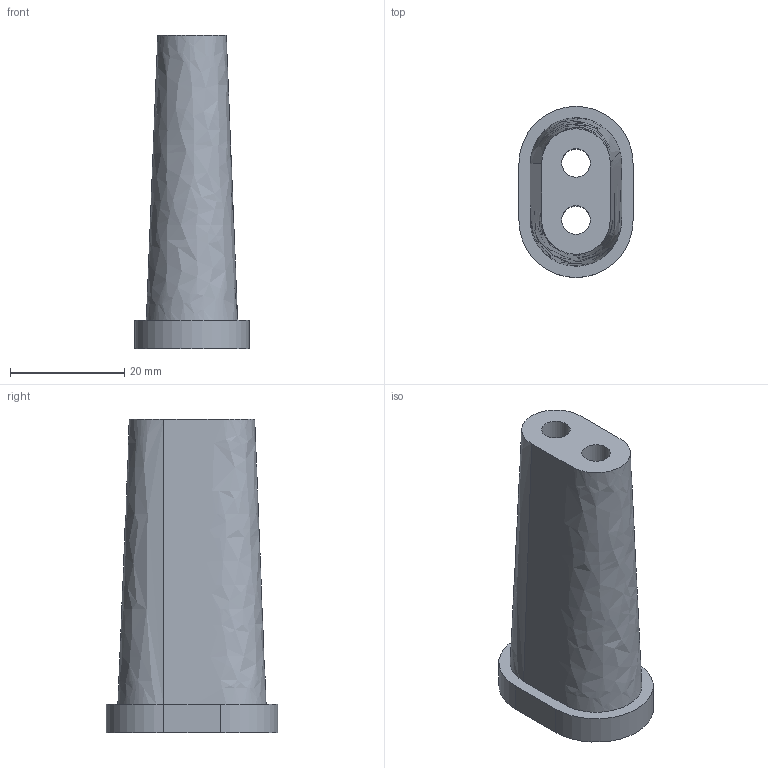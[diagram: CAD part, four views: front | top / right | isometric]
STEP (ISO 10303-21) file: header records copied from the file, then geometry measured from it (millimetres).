
FILE_DESCRIPTION(/* description */ (''),/* implementation_level */ '2;1');
FILE_NAME(/* name */ 'Behindshelf_ipt_e9995407.STEP',/* time_stamp */ '2020-09-04T09:10:54+08:00',/* author */ ('Lvzongyang'),/* organization */ (''),/* preprocessor_version */ 'ST-DEVELOPER v15.6',/* originating_system */ 'Autodesk Inventor 2015',/* authorisation */ '');
FILE_SCHEMA (('AUTOMOTIVE_DESIGN { 1 0 10303 214 3 1 1 }'));
Length unit declared in the file: millimetre
Products named in the file (1): Behindshelf
Bounding box: 20 x 30 x 55 mm (x, y, z)
Volume: 15110.1 mm3; surface area: 6160.8 mm2
Topology: 1 solids, 1 shells, 11 faces, 24 edges, 16 vertices
Faces by surface type: plane 5, cylinder 4, bspline 2
Full cylindrical faces by diameter (mm): 5 x2
Entity records: 549 total; most frequent: CARTESIAN_POINT 282, DIRECTION 48, ORIENTED_EDGE 44, EDGE_CURVE 22, AXIS2_PLACEMENT_3D 19, EDGE_LOOP 18, VERTEX_POINT 16, FACE_OUTER_BOUND 11
